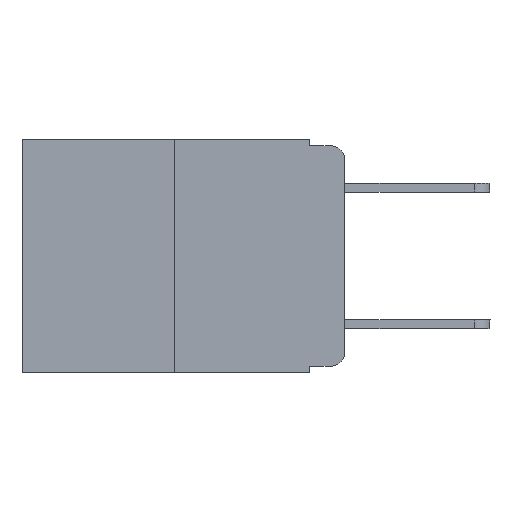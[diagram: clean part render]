
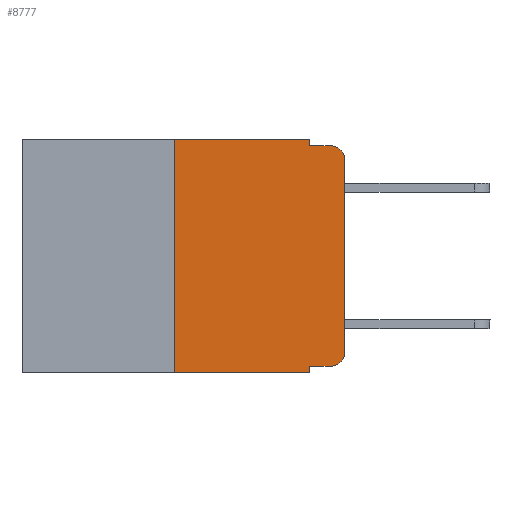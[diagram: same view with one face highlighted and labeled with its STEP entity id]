
A CAD part, left-side view. The second image highlights one B-rep face of the part: STEP entity #8777.
In plain terms, the highlighted planar face has unit normal (-1, 0, 0).
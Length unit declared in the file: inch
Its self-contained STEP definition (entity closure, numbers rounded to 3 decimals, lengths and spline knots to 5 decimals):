
#847 = EDGE_CURVE ( 'NONE', #17176, #14428, #16872, .T. ) ;
#1017 = DIRECTION ( 'NONE',  ( 0., 0., 1. ) ) ;
#1126 = DIRECTION ( 'NONE',  ( 1., 0., 0. ) ) ;
#1308 = EDGE_CURVE ( 'NONE', #2666, #6161, #11379, .T. ) ;
#1340 = VERTEX_POINT ( 'NONE', #19561 ) ;
#1761 = ORIENTED_EDGE ( 'NONE', *, *, #17066, .T. ) ;
#2085 = DIRECTION ( 'NONE',  ( -1., 0., 0. ) ) ;
#2666 = VERTEX_POINT ( 'NONE', #12098 ) ;
#3896 = AXIS2_PLACEMENT_3D ( 'NONE', #19494, #1126, #7697 ) ;
#4047 = CARTESIAN_POINT ( 'NONE',  ( 0., 0., 0. ) ) ;
#4411 = EDGE_CURVE ( 'NONE', #11195, #15068, #19851, .T. ) ;
#4814 = CARTESIAN_POINT ( 'NONE',  ( 0., 0.25, 0. ) ) ;
#4846 = CARTESIAN_POINT ( 'NONE',  ( 0., 0.25, 0. ) ) ;
#5152 = VECTOR ( 'NONE', #13655, 39.37008 ) ;
#5166 = ORIENTED_EDGE ( 'NONE', *, *, #6765, .F. ) ;
#5381 = CARTESIAN_POINT ( 'NONE',  ( 0., 0.02, -0.313 ) ) ;
#6161 = VERTEX_POINT ( 'NONE', #21418 ) ;
#6439 = CARTESIAN_POINT ( 'NONE',  ( 0., 0.051, 0. ) ) ;
#6765 = EDGE_CURVE ( 'NONE', #12374, #11195, #11660, .T. ) ;
#6841 = CARTESIAN_POINT ( 'NONE',  ( 0., 0.051, -0.01 ) ) ;
#7012 = ORIENTED_EDGE ( 'NONE', *, *, #19278, .F. ) ;
#7550 = AXIS2_PLACEMENT_3D ( 'NONE', #12101, #2085, #15371 ) ;
#7598 = VECTOR ( 'NONE', #8547, 39.37008 ) ;
#7686 = CARTESIAN_POINT ( 'NONE',  ( 0., 0., -0.313 ) ) ;
#7697 = DIRECTION ( 'NONE',  ( 0., 0., -1. ) ) ;
#8288 = VECTOR ( 'NONE', #16512, 39.37008 ) ;
#8547 = DIRECTION ( 'NONE',  ( 0., -1., 0. ) ) ;
#8777 = ADVANCED_FACE ( 'NONE', ( #20159 ), #17439, .F. ) ;
#9052 = EDGE_CURVE ( 'NONE', #17176, #11065, #10943, .T. ) ;
#9387 = DIRECTION ( 'NONE',  ( 0., -1., 0. ) ) ;
#9898 = DIRECTION ( 'NONE',  ( 0., -1., 0. ) ) ;
#10105 = CARTESIAN_POINT ( 'NONE',  ( 0., 0.051, -0.01 ) ) ;
#10290 = ORIENTED_EDGE ( 'NONE', *, *, #20102, .T. ) ;
#10899 = AXIS2_PLACEMENT_3D ( 'NONE', #5381, #16974, #15437 ) ;
#10943 = LINE ( 'NONE', #19411, #20835 ) ;
#11065 = VERTEX_POINT ( 'NONE', #17930 ) ;
#11195 = VERTEX_POINT ( 'NONE', #10105 ) ;
#11379 = LINE ( 'NONE', #16563, #17882 ) ;
#11481 = LINE ( 'NONE', #14883, #21395 ) ;
#11660 = LINE ( 'NONE', #6439, #12180 ) ;
#11838 = EDGE_LOOP ( 'NONE', ( #10290, #15894, #21495, #5166, #18721, #17689, #20364, #7012, #15201, #1761 ) ) ;
#11878 = CARTESIAN_POINT ( 'NONE',  ( 0., 0.02, -0.01 ) ) ;
#12098 = CARTESIAN_POINT ( 'NONE',  ( 0., 0.051, -0.333 ) ) ;
#12101 = CARTESIAN_POINT ( 'NONE',  ( 0., 0.02, -0.03 ) ) ;
#12180 = VECTOR ( 'NONE', #19566, 39.37008 ) ;
#12374 = VERTEX_POINT ( 'NONE', #20353 ) ;
#12522 = CARTESIAN_POINT ( 'NONE',  ( 0., 0.25, -0.343 ) ) ;
#13655 = DIRECTION ( 'NONE',  ( 0., 0., -1. ) ) ;
#14428 = VERTEX_POINT ( 'NONE', #4814 ) ;
#14869 = CIRCLE ( 'NONE', #10899, 0.02 ) ;
#14883 = CARTESIAN_POINT ( 'NONE',  ( 0., 0.473, 0. ) ) ;
#14902 = VECTOR ( 'NONE', #1017, 39.37008 ) ;
#15068 = VERTEX_POINT ( 'NONE', #11878 ) ;
#15201 = ORIENTED_EDGE ( 'NONE', *, *, #1308, .T. ) ;
#15371 = DIRECTION ( 'NONE',  ( 0., 0., -1. ) ) ;
#15437 = DIRECTION ( 'NONE',  ( 0., 0., -1. ) ) ;
#15894 = ORIENTED_EDGE ( 'NONE', *, *, #17060, .T. ) ;
#16512 = DIRECTION ( 'NONE',  ( 0., 0., 1. ) ) ;
#16563 = CARTESIAN_POINT ( 'NONE',  ( 0., 0.051, -0.333 ) ) ;
#16872 = LINE ( 'NONE', #4846, #8288 ) ;
#16875 = LINE ( 'NONE', #18321, #5152 ) ;
#16968 = EDGE_CURVE ( 'NONE', #14428, #12374, #11481, .T. ) ;
#16974 = DIRECTION ( 'NONE',  ( -1., 0., 0. ) ) ;
#17060 = EDGE_CURVE ( 'NONE', #1340, #15068, #19042, .T. ) ;
#17066 = EDGE_CURVE ( 'NONE', #6161, #18472, #14869, .T. ) ;
#17176 = VERTEX_POINT ( 'NONE', #12522 ) ;
#17439 = PLANE ( 'NONE',  #3896 ) ;
#17689 = ORIENTED_EDGE ( 'NONE', *, *, #847, .F. ) ;
#17882 = VECTOR ( 'NONE', #9898, 39.37008 ) ;
#17930 = CARTESIAN_POINT ( 'NONE',  ( 0., 0.051, -0.343 ) ) ;
#18321 = CARTESIAN_POINT ( 'NONE',  ( 0., 0.051, 0. ) ) ;
#18472 = VERTEX_POINT ( 'NONE', #7686 ) ;
#18721 = ORIENTED_EDGE ( 'NONE', *, *, #16968, .F. ) ;
#19042 = CIRCLE ( 'NONE', #7550, 0.02 ) ;
#19278 = EDGE_CURVE ( 'NONE', #2666, #11065, #16875, .T. ) ;
#19411 = CARTESIAN_POINT ( 'NONE',  ( 0., 0.473, -0.343 ) ) ;
#19494 = CARTESIAN_POINT ( 'NONE',  ( 0., 0.473, 0. ) ) ;
#19561 = CARTESIAN_POINT ( 'NONE',  ( 0., 0., -0.03 ) ) ;
#19566 = DIRECTION ( 'NONE',  ( 0., 0., -1. ) ) ;
#19851 = LINE ( 'NONE', #6841, #7598 ) ;
#20102 = EDGE_CURVE ( 'NONE', #18472, #1340, #21134, .T. ) ;
#20159 = FACE_OUTER_BOUND ( 'NONE', #11838, .T. ) ;
#20181 = DIRECTION ( 'NONE',  ( 0., -1., 0. ) ) ;
#20353 = CARTESIAN_POINT ( 'NONE',  ( 0., 0.051, 0. ) ) ;
#20364 = ORIENTED_EDGE ( 'NONE', *, *, #9052, .T. ) ;
#20835 = VECTOR ( 'NONE', #9387, 39.37008 ) ;
#21134 = LINE ( 'NONE', #4047, #14902 ) ;
#21395 = VECTOR ( 'NONE', #20181, 39.37008 ) ;
#21418 = CARTESIAN_POINT ( 'NONE',  ( 0., 0.02, -0.333 ) ) ;
#21495 = ORIENTED_EDGE ( 'NONE', *, *, #4411, .F. ) ;
